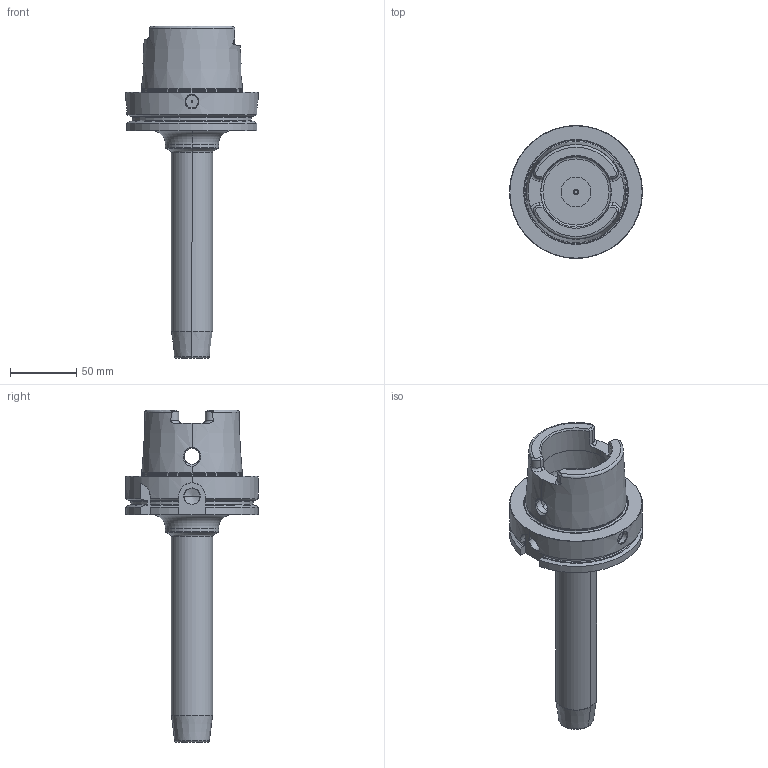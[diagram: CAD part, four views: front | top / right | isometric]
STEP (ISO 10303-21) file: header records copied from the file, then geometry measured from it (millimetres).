
FILE_DESCRIPTION((''),'2;1');
FILE_NAME('607943448-000-00-E43','2023-07-05T12:48:49',('Bahnemannr'),(''),'CREO PARAMETRIC BY PTC INC, 2021184','CREO PARAMETRIC BY PTC INC, 2021184','');
FILE_SCHEMA(('AP242_MANAGED_MODEL_BASED_3D_ENGINEERING_MIM_LF { 1 0 10303 442 1 1 4 }'));
Length unit declared in the file: millimetre
Products named in the file (1): 607943448-000-00-E43
Bounding box: 100 x 100 x 249.9 mm (x, y, z)
Volume: 386427.7 mm3; surface area: 67220.2 mm2
Topology: 1 solids, 1 shells, 166 faces, 411 edges, 251 vertices
Faces by surface type: cylinder 48, cone 44, plane 40, torus 34
Entity records: 8200 total; most frequent: CARTESIAN_POINT 2453, DIRECTION 851, ORIENTED_EDGE 818, PRESENTATION_STYLE_ASSIGNMENT 413, STYLED_ITEM 413, CURVE_STYLE 412, EDGE_CURVE 409, AXIS2_PLACEMENT_3D 353
